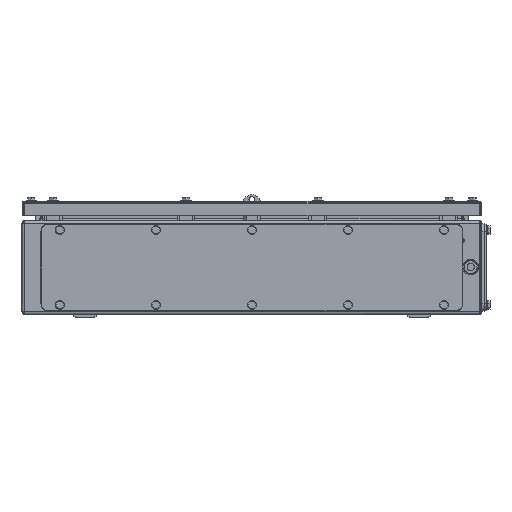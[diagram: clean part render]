
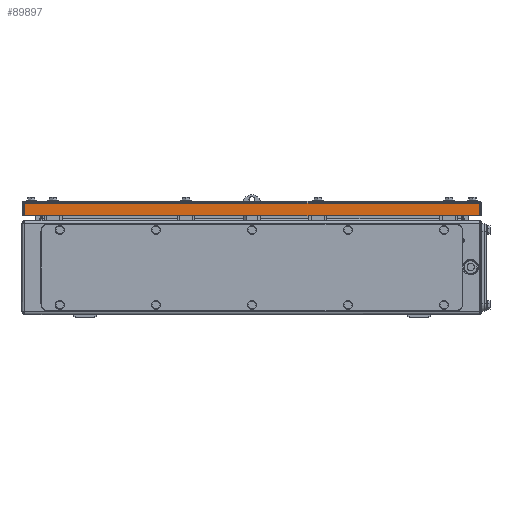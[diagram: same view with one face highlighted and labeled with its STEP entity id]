
A CAD part, left-side view. The second image highlights one B-rep face of the part: STEP entity #89897.
In plain terms, the highlighted planar face has unit normal (-1, 0, 0).
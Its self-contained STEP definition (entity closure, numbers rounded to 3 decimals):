
#89879=AXIS2_PLACEMENT_3D('Plane Axis2P3D',#89876,#89877,#89878) ;
#88509=CARTESIAN_POINT('Line Origine',(41.,321.,136.5)) ;
#88513=CARTESIAN_POINT('Vertex',(41.,627.5,136.5)) ;
#88515=CARTESIAN_POINT('Vertex',(41.,14.5,136.5)) ;
#89056=CARTESIAN_POINT('Vertex',(41.,14.5,153.5)) ;
#89063=CARTESIAN_POINT('Vertex',(41.,627.5,153.5)) ;
#89066=CARTESIAN_POINT('Line Origine',(41.,321.,153.5)) ;
#89876=CARTESIAN_POINT('Axis2P3D Location',(41.,11.5,136.5)) ;
#89881=CARTESIAN_POINT('Line Origine',(41.,14.5,145.)) ;
#89886=CARTESIAN_POINT('Line Origine',(41.,627.5,145.)) ;
#88510=DIRECTION('Vector Direction',(0.,-1.,0.)) ;
#89067=DIRECTION('Vector Direction',(0.,1.,0.)) ;
#89877=DIRECTION('Axis2P3D Direction',(-1.,0.,0.)) ;
#89878=DIRECTION('Axis2P3D XDirection',(0.,-1.,0.)) ;
#89882=DIRECTION('Vector Direction',(0.,0.,1.)) ;
#89887=DIRECTION('Vector Direction',(0.,0.,-1.)) ;
#88511=VECTOR('Line Direction',#88510,1.) ;
#89068=VECTOR('Line Direction',#89067,1.) ;
#89883=VECTOR('Line Direction',#89882,1.) ;
#89888=VECTOR('Line Direction',#89887,1.) ;
#89892=ORIENTED_EDGE('',*,*,#89885,.T.) ;
#89893=ORIENTED_EDGE('',*,*,#89070,.T.) ;
#89894=ORIENTED_EDGE('',*,*,#89890,.T.) ;
#89895=ORIENTED_EDGE('',*,*,#88517,.T.) ;
#89897=ADVANCED_FACE('Cover',(#89896),#89880,.T.) ;
#88517=EDGE_CURVE('',#88514,#88516,#88512,.T.) ;
#89070=EDGE_CURVE('',#89057,#89064,#89069,.T.) ;
#89885=EDGE_CURVE('',#88516,#89057,#89884,.T.) ;
#89890=EDGE_CURVE('',#89064,#88514,#89889,.T.) ;
#89891=EDGE_LOOP('',(#89892,#89893,#89894,#89895)) ;
#89896=FACE_OUTER_BOUND('',#89891,.T.) ;
#88512=LINE('Line',#88509,#88511) ;
#89069=LINE('Line',#89066,#89068) ;
#89884=LINE('Line',#89881,#89883) ;
#89889=LINE('Line',#89886,#89888) ;
#89880=PLANE('',#89879) ;
#88514=VERTEX_POINT('',#88513) ;
#88516=VERTEX_POINT('',#88515) ;
#89057=VERTEX_POINT('',#89056) ;
#89064=VERTEX_POINT('',#89063) ;
